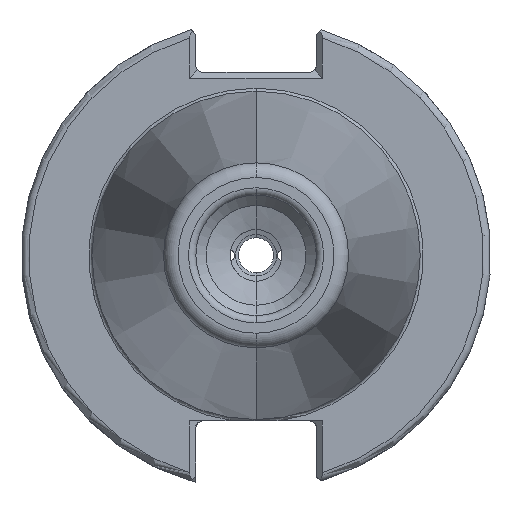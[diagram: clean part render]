
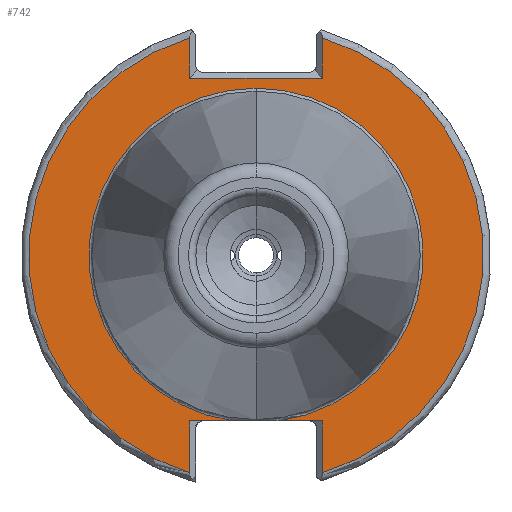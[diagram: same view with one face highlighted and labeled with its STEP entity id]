
A CAD part, left-side view. The second image highlights one B-rep face of the part: STEP entity #742.
In plain terms, the highlighted planar face has unit normal (-1, 0, 0).
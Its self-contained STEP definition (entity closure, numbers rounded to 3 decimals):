
#229 = CARTESIAN_POINT ( 'NONE',  ( -76.82, -8.99, 0. ) ) ;
#303 = ORIENTED_EDGE ( 'NONE', *, *, #2780, .T. ) ;
#447 = LINE ( 'NONE', #4098, #2345 ) ;
#568 = LINE ( 'NONE', #960, #3481 ) ;
#591 = VERTEX_POINT ( 'NONE', #3186 ) ;
#592 = PLANE ( 'NONE',  #731 ) ;
#609 = CARTESIAN_POINT ( 'NONE',  ( -76.82, 0., 0. ) ) ;
#731 = AXIS2_PLACEMENT_3D ( 'NONE', #609, #3264, #987 ) ;
#740 = CARTESIAN_POINT ( 'NONE',  ( -76.82, 8.99, -22.41 ) ) ;
#742 = ADVANCED_FACE ( 'NONE', ( #2187 ), #592, .F. ) ;
#778 = CARTESIAN_POINT ( 'NONE',  ( -76.82, 8.99, 24. ) ) ;
#784 = VERTEX_POINT ( 'NONE', #1019 ) ;
#815 = ORIENTED_EDGE ( 'NONE', *, *, #4290, .T. ) ;
#830 = VERTEX_POINT ( 'NONE', #4508 ) ;
#848 = CARTESIAN_POINT ( 'NONE',  ( -76.82, -8.99, 29.433 ) ) ;
#867 = AXIS2_PLACEMENT_3D ( 'NONE', #950, #3607, #1331 ) ;
#906 = VECTOR ( 'NONE', #1577, 1000. ) ;
#931 = DIRECTION ( 'NONE',  ( -1., 0., 0. ) ) ;
#950 = CARTESIAN_POINT ( 'NONE',  ( -76.82, 0., 0. ) ) ;
#960 = CARTESIAN_POINT ( 'NONE',  ( -76.82, 0., 24. ) ) ;
#979 = DIRECTION ( 'NONE',  ( 0., 0., 1. ) ) ;
#987 = DIRECTION ( 'NONE',  ( 0., 0., -1. ) ) ;
#1019 = CARTESIAN_POINT ( 'NONE',  ( -76.82, 3.112, -22.41 ) ) ;
#1087 = CIRCLE ( 'NONE', #867, 30.775 ) ;
#1296 = ORIENTED_EDGE ( 'NONE', *, *, #4873, .T. ) ;
#1331 = DIRECTION ( 'NONE',  ( 0., 0., -1. ) ) ;
#1380 = VECTOR ( 'NONE', #2579, 1000. ) ;
#1577 = DIRECTION ( 'NONE',  ( 0., -1., 0. ) ) ;
#1615 = VECTOR ( 'NONE', #1748, 1000. ) ;
#1717 = EDGE_CURVE ( 'NONE', #4205, #784, #3012, .T. ) ;
#1748 = DIRECTION ( 'NONE',  ( 0., 0., -1. ) ) ;
#1784 = CARTESIAN_POINT ( 'NONE',  ( -76.82, 8.99, 29.433 ) ) ;
#1858 = ORIENTED_EDGE ( 'NONE', *, *, #2578, .F. ) ;
#1943 = AXIS2_PLACEMENT_3D ( 'NONE', #4499, #2233, #4889 ) ;
#1991 = CARTESIAN_POINT ( 'NONE',  ( -76.82, 0., 0. ) ) ;
#2043 = VERTEX_POINT ( 'NONE', #740 ) ;
#2187 = FACE_OUTER_BOUND ( 'NONE', #3394, .T. ) ;
#2203 = CARTESIAN_POINT ( 'NONE',  ( -76.82, -8.19, -22.41 ) ) ;
#2233 = DIRECTION ( 'NONE',  ( -1., 0., 0. ) ) ;
#2334 = LINE ( 'NONE', #3642, #4223 ) ;
#2345 = VECTOR ( 'NONE', #4476, 1000. ) ;
#2366 = DIRECTION ( 'NONE',  ( 0., 0., 1. ) ) ;
#2392 = LINE ( 'NONE', #2203, #1380 ) ;
#2430 = VERTEX_POINT ( 'NONE', #3288 ) ;
#2471 = AXIS2_PLACEMENT_3D ( 'NONE', #1991, #4642, #2366 ) ;
#2578 = EDGE_CURVE ( 'NONE', #2660, #4205, #4420, .T. ) ;
#2579 = DIRECTION ( 'NONE',  ( 0., -1., 0. ) ) ;
#2637 = ORIENTED_EDGE ( 'NONE', *, *, #4586, .T. ) ;
#2660 = VERTEX_POINT ( 'NONE', #4242 ) ;
#2673 = ORIENTED_EDGE ( 'NONE', *, *, #2881, .T. ) ;
#2675 = ORIENTED_EDGE ( 'NONE', *, *, #4488, .T. ) ;
#2780 = EDGE_CURVE ( 'NONE', #3976, #2976, #568, .T. ) ;
#2815 = ORIENTED_EDGE ( 'NONE', *, *, #4389, .T. ) ;
#2855 = ORIENTED_EDGE ( 'NONE', *, *, #4677, .T. ) ;
#2881 = EDGE_CURVE ( 'NONE', #3709, #3976, #447, .T. ) ;
#2976 = VERTEX_POINT ( 'NONE', #778 ) ;
#3012 = CIRCLE ( 'NONE', #2471, 22.625 ) ;
#3186 = CARTESIAN_POINT ( 'NONE',  ( -76.82, -8.99, -29.433 ) ) ;
#3212 = CARTESIAN_POINT ( 'NONE',  ( -76.82, 0., 0. ) ) ;
#3237 = DIRECTION ( 'NONE',  ( 0., 1., 0. ) ) ;
#3264 = DIRECTION ( 'NONE',  ( 1., 0., 0. ) ) ;
#3288 = CARTESIAN_POINT ( 'NONE',  ( -76.82, 8.99, -29.433 ) ) ;
#3394 = EDGE_LOOP ( 'NONE', ( #1296, #3682, #2855, #2637, #4092, #1858, #2675, #2815, #815, #2673, #303 ) ) ;
#3480 = CARTESIAN_POINT ( 'NONE',  ( -76.82, -8.19, -22.41 ) ) ;
#3481 = VECTOR ( 'NONE', #3237, 1000. ) ;
#3581 = LINE ( 'NONE', #4667, #4467 ) ;
#3591 = DIRECTION ( 'NONE',  ( 0., 0., -1. ) ) ;
#3607 = DIRECTION ( 'NONE',  ( -1., 0., 0. ) ) ;
#3642 = CARTESIAN_POINT ( 'NONE',  ( -76.82, 8.99, 30.701 ) ) ;
#3645 = LINE ( 'NONE', #229, #1615 ) ;
#3682 = ORIENTED_EDGE ( 'NONE', *, *, #4781, .T. ) ;
#3709 = VERTEX_POINT ( 'NONE', #848 ) ;
#3818 = LINE ( 'NONE', #3480, #906 ) ;
#3824 = AXIS2_PLACEMENT_3D ( 'NONE', #3212, #931, #3591 ) ;
#3905 = DIRECTION ( 'NONE',  ( 0., 0., 1. ) ) ;
#3929 = CARTESIAN_POINT ( 'NONE',  ( -76.82, 0., 22.625 ) ) ;
#3976 = VERTEX_POINT ( 'NONE', #4111 ) ;
#4092 = ORIENTED_EDGE ( 'NONE', *, *, #1717, .F. ) ;
#4098 = CARTESIAN_POINT ( 'NONE',  ( -76.82, -8.99, 24.8 ) ) ;
#4111 = CARTESIAN_POINT ( 'NONE',  ( -76.82, -8.99, 24. ) ) ;
#4205 = VERTEX_POINT ( 'NONE', #3929 ) ;
#4223 = VECTOR ( 'NONE', #979, 1000. ) ;
#4242 = CARTESIAN_POINT ( 'NONE',  ( -76.82, -3.112, -22.41 ) ) ;
#4290 = EDGE_CURVE ( 'NONE', #591, #3709, #1087, .T. ) ;
#4344 = CIRCLE ( 'NONE', #3824, 30.775 ) ;
#4389 = EDGE_CURVE ( 'NONE', #830, #591, #3645, .T. ) ;
#4420 = CIRCLE ( 'NONE', #1943, 22.625 ) ;
#4457 = VERTEX_POINT ( 'NONE', #1784 ) ;
#4467 = VECTOR ( 'NONE', #3905, 1000. ) ;
#4476 = DIRECTION ( 'NONE',  ( 0., 0., -1. ) ) ;
#4488 = EDGE_CURVE ( 'NONE', #2660, #830, #2392, .T. ) ;
#4499 = CARTESIAN_POINT ( 'NONE',  ( -76.82, 0., 0. ) ) ;
#4508 = CARTESIAN_POINT ( 'NONE',  ( -76.82, -8.99, -22.41 ) ) ;
#4586 = EDGE_CURVE ( 'NONE', #2043, #784, #3818, .T. ) ;
#4642 = DIRECTION ( 'NONE',  ( -1., 0., 0. ) ) ;
#4667 = CARTESIAN_POINT ( 'NONE',  ( -76.82, 8.99, 0. ) ) ;
#4677 = EDGE_CURVE ( 'NONE', #2430, #2043, #3581, .T. ) ;
#4781 = EDGE_CURVE ( 'NONE', #4457, #2430, #4344, .T. ) ;
#4873 = EDGE_CURVE ( 'NONE', #2976, #4457, #2334, .T. ) ;
#4889 = DIRECTION ( 'NONE',  ( 0., 0., 1. ) ) ;
